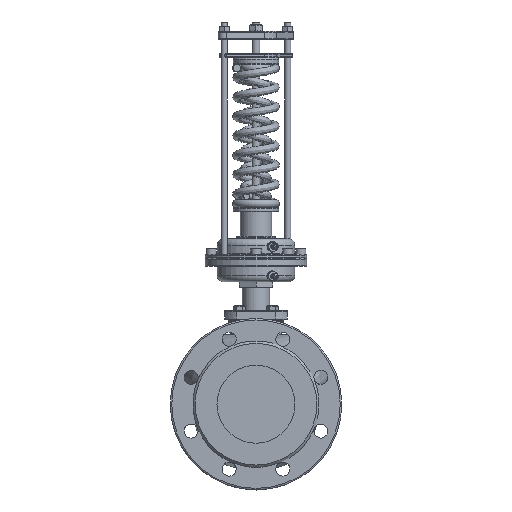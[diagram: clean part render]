
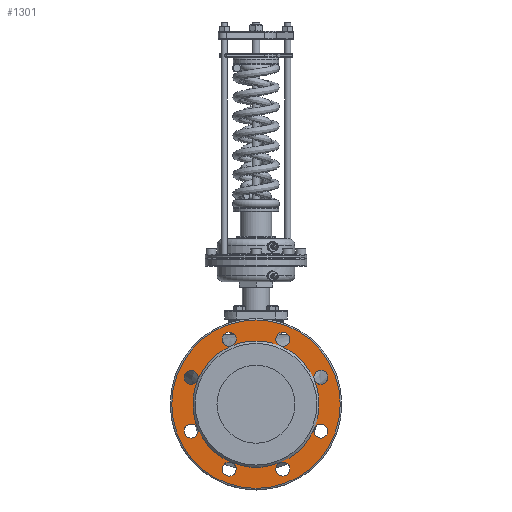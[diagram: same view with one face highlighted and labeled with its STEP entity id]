
A CAD part, front view. The second image highlights one B-rep face of the part: STEP entity #1301.
In plain terms, the highlighted face is planar.
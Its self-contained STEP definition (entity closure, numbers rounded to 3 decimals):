
#1301=ADVANCED_FACE('',(#7361,#7363,#7365,#7367,#7369,#7371,#7373,#7375,#7377,#7379),
#7381,.T.);
#7361=FACE_BOUND('',#7362,.T.);
#7362=EDGE_LOOP('',(#22178));
#7363=FACE_BOUND('',#7364,.T.);
#7364=EDGE_LOOP('',(#22179,#22180));
#7365=FACE_BOUND('',#7366,.T.);
#7366=EDGE_LOOP('',(#22181,#22182));
#7367=FACE_BOUND('',#7368,.T.);
#7368=EDGE_LOOP('',(#22183,#22184));
#7369=FACE_BOUND('',#7370,.T.);
#7370=EDGE_LOOP('',(#22185,#22186));
#7371=FACE_BOUND('',#7372,.T.);
#7372=EDGE_LOOP('',(#22187,#22188));
#7373=FACE_BOUND('',#7374,.T.);
#7374=EDGE_LOOP('',(#22189,#22190,#22191,#22192,#22193,#22194,#22195));
#7375=FACE_BOUND('',#7376,.T.);
#7376=EDGE_LOOP('',(#22196));
#7377=FACE_BOUND('',#7378,.T.);
#7378=EDGE_LOOP('',(#22197));
#7379=FACE_BOUND('',#7380,.T.);
#7380=EDGE_LOOP('',(#22198,#22199));
#7381=PLANE('',#7382);
#7382=AXIS2_PLACEMENT_3D('',#7383,#7384,#7385);
#7383=CARTESIAN_POINT('',(172.,0.,0.));
#7384=DIRECTION('',(1.,0.,0.));
#7385=DIRECTION('',(0.,0.,1.));
#22178=ORIENTED_EDGE('',*,*,#24418,.F.);
#22179=ORIENTED_EDGE('',*,*,#24364,.T.);
#22180=ORIENTED_EDGE('',*,*,#24365,.T.);
#22181=ORIENTED_EDGE('',*,*,#24362,.T.);
#22182=ORIENTED_EDGE('',*,*,#24363,.T.);
#22183=ORIENTED_EDGE('',*,*,#24360,.T.);
#22184=ORIENTED_EDGE('',*,*,#24361,.T.);
#22185=ORIENTED_EDGE('',*,*,#24358,.T.);
#22186=ORIENTED_EDGE('',*,*,#24359,.T.);
#22187=ORIENTED_EDGE('',*,*,#24357,.T.);
#22188=ORIENTED_EDGE('',*,*,#24356,.T.);
#22189=ORIENTED_EDGE('',*,*,#24419,.T.);
#22190=ORIENTED_EDGE('',*,*,#24420,.T.);
#22191=ORIENTED_EDGE('',*,*,#24421,.T.);
#22192=ORIENTED_EDGE('',*,*,#24422,.T.);
#22193=ORIENTED_EDGE('',*,*,#24423,.T.);
#22194=ORIENTED_EDGE('',*,*,#24424,.T.);
#22195=ORIENTED_EDGE('',*,*,#24425,.T.);
#22196=ORIENTED_EDGE('',*,*,#24368,.T.);
#22197=ORIENTED_EDGE('',*,*,#24355,.T.);
#22198=ORIENTED_EDGE('',*,*,#24367,.T.);
#22199=ORIENTED_EDGE('',*,*,#24366,.T.);
#24355=EDGE_CURVE('',#25228,#25228,#25229,.T.);
#24356=EDGE_CURVE('',#25230,#25231,#25232,.T.);
#24357=EDGE_CURVE('',#25231,#25230,#25233,.T.);
#24358=EDGE_CURVE('',#25234,#25235,#25236,.T.);
#24359=EDGE_CURVE('',#25235,#25234,#25237,.T.);
#24360=EDGE_CURVE('',#25238,#25239,#25240,.T.);
#24361=EDGE_CURVE('',#25239,#25238,#25241,.T.);
#24362=EDGE_CURVE('',#25242,#25243,#25244,.T.);
#24363=EDGE_CURVE('',#25243,#25242,#25245,.T.);
#24364=EDGE_CURVE('',#25246,#25247,#25248,.T.);
#24365=EDGE_CURVE('',#25247,#25246,#25249,.T.);
#24366=EDGE_CURVE('',#25250,#25251,#25252,.T.);
#24367=EDGE_CURVE('',#25251,#25250,#25253,.T.);
#24368=EDGE_CURVE('',#25254,#25254,#25255,.T.);
#24418=EDGE_CURVE('',#25346,#25346,#25347,.T.);
#24419=EDGE_CURVE('',#25231,#25234,#25348,.T.);
#24420=EDGE_CURVE('',#25234,#25238,#25349,.T.);
#24421=EDGE_CURVE('',#25238,#25242,#25350,.T.);
#24422=EDGE_CURVE('',#25242,#25246,#25351,.T.);
#24423=EDGE_CURVE('',#25246,#25251,#25352,.T.);
#24424=EDGE_CURVE('',#25251,#25353,#25354,.T.);
#24425=EDGE_CURVE('',#25353,#25231,#25355,.T.);
#25228=VERTEX_POINT('',#28527);
#25229=CIRCLE('',#28528,9.);
#25230=VERTEX_POINT('',#28532);
#25231=VERTEX_POINT('',#28533);
#25232=CIRCLE('',#28534,9.);
#25233=CIRCLE('',#28538,9.);
#25234=VERTEX_POINT('',#28542);
#25235=VERTEX_POINT('',#28543);
#25236=CIRCLE('',#28544,9.);
#25237=CIRCLE('',#28548,9.);
#25238=VERTEX_POINT('',#28552);
#25239=VERTEX_POINT('',#28553);
#25240=CIRCLE('',#28554,9.);
#25241=CIRCLE('',#28558,9.);
#25242=VERTEX_POINT('',#28562);
#25243=VERTEX_POINT('',#28563);
#25244=CIRCLE('',#28564,9.);
#25245=CIRCLE('',#28568,9.);
#25246=VERTEX_POINT('',#28572);
#25247=VERTEX_POINT('',#28573);
#25248=CIRCLE('',#28574,9.);
#25249=CIRCLE('',#28578,9.);
#25250=VERTEX_POINT('',#28582);
#25251=VERTEX_POINT('',#28583);
#25252=CIRCLE('',#28584,9.);
#25253=CIRCLE('',#28588,9.);
#25254=VERTEX_POINT('',#28592);
#25255=CIRCLE('',#28593,9.);
#25346=VERTEX_POINT('',#29636);
#25347=CIRCLE('',#29637,108.);
#25348=CIRCLE('',#29641,81.);
#25349=CIRCLE('',#29645,81.);
#25350=CIRCLE('',#29649,81.);
#25351=CIRCLE('',#29653,81.);
#25352=CIRCLE('',#29657,81.);
#25353=VERTEX_POINT('',#29661);
#25354=CIRCLE('',#29662,81.);
#25355=CIRCLE('',#29666,81.);
#28527=CARTESIAN_POINT('',(172.,-43.442,83.149));
#28528=AXIS2_PLACEMENT_3D('',#28529,#28530,#28531);
#28529=CARTESIAN_POINT('',(172.,-34.442,83.149));
#28530=DIRECTION('',(-1.,0.,0.));
#28531=DIRECTION('',(0.,-1.,0.));
#28532=CARTESIAN_POINT('',(172.,28.078,89.513));
#28533=CARTESIAN_POINT('',(172.,30.997,74.834));
#28534=AXIS2_PLACEMENT_3D('',#28535,#28536,#28537);
#28535=CARTESIAN_POINT('',(172.,34.442,83.149));
#28536=DIRECTION('',(-1.,0.,0.));
#28537=DIRECTION('',(0.,-0.707,0.707));
#28538=AXIS2_PLACEMENT_3D('',#28539,#28540,#28541);
#28539=CARTESIAN_POINT('',(172.,34.442,83.149));
#28540=DIRECTION('',(-1.,0.,0.));
#28541=DIRECTION('',(0.,-0.383,-0.924));
#28542=CARTESIAN_POINT('',(172.,74.834,30.997));
#28543=CARTESIAN_POINT('',(172.,83.149,43.442));
#28544=AXIS2_PLACEMENT_3D('',#28545,#28546,#28547);
#28545=CARTESIAN_POINT('',(172.,83.149,34.442));
#28546=DIRECTION('',(-1.,0.,0.));
#28547=DIRECTION('',(0.,-0.924,-0.383));
#28548=AXIS2_PLACEMENT_3D('',#28549,#28550,#28551);
#28549=CARTESIAN_POINT('',(172.,83.149,34.442));
#28550=DIRECTION('',(-1.,0.,0.));
#28551=DIRECTION('',(0.,0.,1.));
#28552=CARTESIAN_POINT('',(172.,74.834,-30.997));
#28553=CARTESIAN_POINT('',(172.,89.513,-28.078));
#28554=AXIS2_PLACEMENT_3D('',#28555,#28556,#28557);
#28555=CARTESIAN_POINT('',(172.,83.149,-34.442));
#28556=DIRECTION('',(-1.,0.,0.));
#28557=DIRECTION('',(0.,-0.924,0.383));
#28558=AXIS2_PLACEMENT_3D('',#28559,#28560,#28561);
#28559=CARTESIAN_POINT('',(172.,83.149,-34.442));
#28560=DIRECTION('',(-1.,0.,0.));
#28561=DIRECTION('',(0.,0.707,0.707));
#28562=CARTESIAN_POINT('',(172.,30.997,-74.834));
#28563=CARTESIAN_POINT('',(172.,43.442,-83.149));
#28564=AXIS2_PLACEMENT_3D('',#28565,#28566,#28567);
#28565=CARTESIAN_POINT('',(172.,34.442,-83.149));
#28566=DIRECTION('',(-1.,0.,0.));
#28567=DIRECTION('',(0.,-0.383,0.924));
#28568=AXIS2_PLACEMENT_3D('',#28569,#28570,#28571);
#28569=CARTESIAN_POINT('',(172.,34.442,-83.149));
#28570=DIRECTION('',(-1.,0.,0.));
#28571=DIRECTION('',(0.,1.,0.));
#28572=CARTESIAN_POINT('',(172.,-30.997,-74.834));
#28573=CARTESIAN_POINT('',(172.,-28.078,-89.513));
#28574=AXIS2_PLACEMENT_3D('',#28575,#28576,#28577);
#28575=CARTESIAN_POINT('',(172.,-34.442,-83.149));
#28576=DIRECTION('',(-1.,0.,0.));
#28577=DIRECTION('',(0.,0.383,0.924));
#28578=AXIS2_PLACEMENT_3D('',#28579,#28580,#28581);
#28579=CARTESIAN_POINT('',(172.,-34.442,-83.149));
#28580=DIRECTION('',(-1.,0.,0.));
#28581=DIRECTION('',(0.,0.707,-0.707));
#28582=CARTESIAN_POINT('',(172.,-83.149,-43.442));
#28583=CARTESIAN_POINT('',(172.,-74.834,-30.997));
#28584=AXIS2_PLACEMENT_3D('',#28585,#28586,#28587);
#28585=CARTESIAN_POINT('',(172.,-83.149,-34.442));
#28586=DIRECTION('',(-1.,0.,0.));
#28587=DIRECTION('',(0.,0.,-1.));
#28588=AXIS2_PLACEMENT_3D('',#28589,#28590,#28591);
#28589=CARTESIAN_POINT('',(172.,-83.149,-34.442));
#28590=DIRECTION('',(-1.,0.,0.));
#28591=DIRECTION('',(0.,0.924,0.383));
#28592=CARTESIAN_POINT('',(172.,-89.513,28.078));
#28593=AXIS2_PLACEMENT_3D('',#28594,#28595,#28596);
#28594=CARTESIAN_POINT('',(172.,-83.149,34.442));
#28595=DIRECTION('',(-1.,0.,0.));
#28596=DIRECTION('',(0.,-0.707,-0.707));
#29636=CARTESIAN_POINT('',(172.,0.,108.));
#29637=AXIS2_PLACEMENT_3D('',#29638,#29639,#29640);
#29638=CARTESIAN_POINT('',(172.,0.,0.));
#29639=DIRECTION('',(-1.,0.,0.));
#29640=DIRECTION('',(0.,0.,1.));
#29641=AXIS2_PLACEMENT_3D('',#29642,#29643,#29644);
#29642=CARTESIAN_POINT('',(172.,0.,0.));
#29643=DIRECTION('',(-1.,0.,0.));
#29644=DIRECTION('',(0.,0.383,0.924));
#29645=AXIS2_PLACEMENT_3D('',#29646,#29647,#29648);
#29646=CARTESIAN_POINT('',(172.,0.,0.));
#29647=DIRECTION('',(-1.,0.,0.));
#29648=DIRECTION('',(0.,0.924,0.383));
#29649=AXIS2_PLACEMENT_3D('',#29650,#29651,#29652);
#29650=CARTESIAN_POINT('',(172.,0.,0.));
#29651=DIRECTION('',(-1.,0.,0.));
#29652=DIRECTION('',(0.,0.924,-0.383));
#29653=AXIS2_PLACEMENT_3D('',#29654,#29655,#29656);
#29654=CARTESIAN_POINT('',(172.,0.,0.));
#29655=DIRECTION('',(-1.,0.,0.));
#29656=DIRECTION('',(0.,0.383,-0.924));
#29657=AXIS2_PLACEMENT_3D('',#29658,#29659,#29660);
#29658=CARTESIAN_POINT('',(172.,0.,0.));
#29659=DIRECTION('',(-1.,0.,0.));
#29660=DIRECTION('',(0.,-0.383,-0.924));
#29661=CARTESIAN_POINT('',(172.,0.,81.));
#29662=AXIS2_PLACEMENT_3D('',#29663,#29664,#29665);
#29663=CARTESIAN_POINT('',(172.,0.,0.));
#29664=DIRECTION('',(-1.,0.,0.));
#29665=DIRECTION('',(0.,-0.924,-0.383));
#29666=AXIS2_PLACEMENT_3D('',#29667,#29668,#29669);
#29667=CARTESIAN_POINT('',(172.,0.,0.));
#29668=DIRECTION('',(-1.,0.,0.));
#29669=DIRECTION('',(0.,0.,1.));
